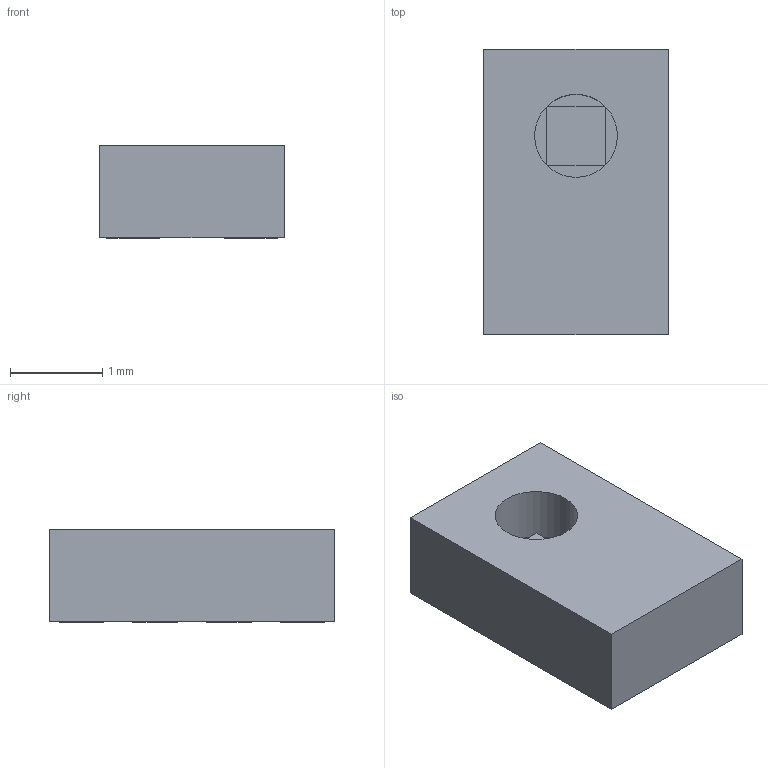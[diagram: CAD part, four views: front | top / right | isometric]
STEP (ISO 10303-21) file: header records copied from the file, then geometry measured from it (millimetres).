
FILE_DESCRIPTION(/* description */ (''),/* implementation_level */ '2;1');
FILE_NAME(/* name */ 'AS7341 v4.step',/* time_stamp */ '2021-04-14T18:45:20-07:00',/* author */ (''),/* organization */ (''),/* preprocessor_version */ 'ST-DEVELOPER v18.1',/* originating_system */ 'Autodesk Translation Framework v10.6.0.1341',/* authorisation */ '');
FILE_SCHEMA (('AUTOMOTIVE_DESIGN { 1 0 10303 214 3 1 1 }'));
Length unit declared in the file: millimetre
Products named in the file (4): AS7341; Body; Pads; Photodiode
Assembly tree (3 placements, depth 2):
  AS7341
    Body
    Pads
    Photodiode
Bounding box: 2 x 3.1 x 1.01 mm (x, y, z)
Volume: 5.9 mm3; surface area: 31.6 mm2
Topology: 10 solids, 10 shells, 104 faces, 225 edges, 150 vertices
Faces by surface type: plane 103, cylinder 1
Full cylindrical faces by diameter (mm): 0.9 x1
Entity records: 2912 total; most frequent: CARTESIAN_POINT 487, DIRECTION 451, ORIENTED_EDGE 450, EDGE_CURVE 225, LINE 223, VECTOR 223, VERTEX_POINT 150, AXIS2_PLACEMENT_3D 114
